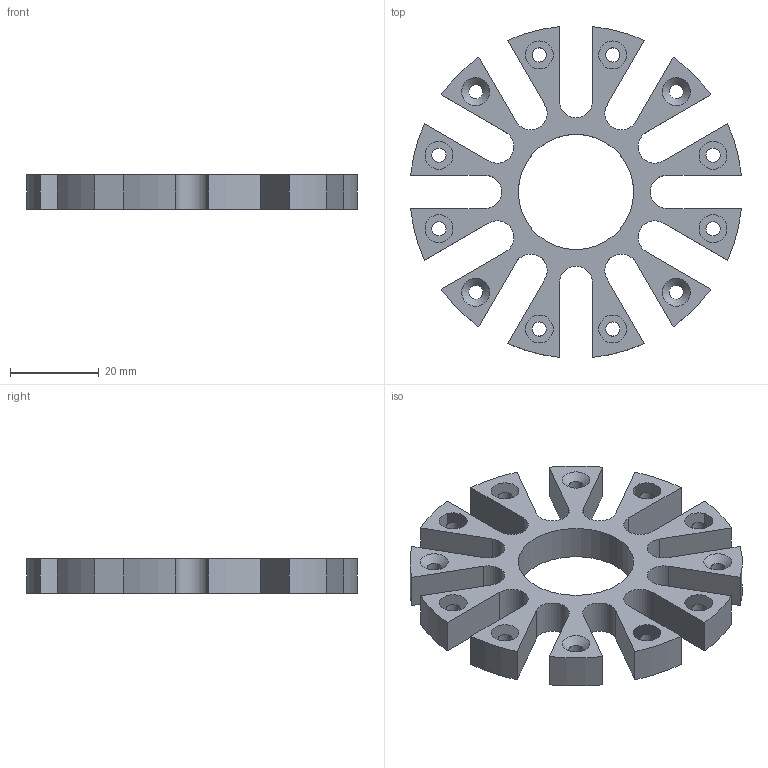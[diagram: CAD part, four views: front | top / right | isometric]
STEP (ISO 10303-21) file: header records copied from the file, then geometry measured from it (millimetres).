
FILE_DESCRIPTION(/* description */ (''),/* implementation_level */ '2;1');
FILE_NAME(/* name */ 'HornGearHorns.stp',/* time_stamp */ '2021-06-29T09:59:35-04:00',/* author */ ('elmar'),/* organization */ (''),/* preprocessor_version */ 'ST-DEVELOPER v18.1',/* originating_system */ 'Autodesk Inventor 2022',/* authorisation */ '');
FILE_SCHEMA (('AUTOMOTIVE_DESIGN { 1 0 10303 214 3 1 1 }'));
Length unit declared in the file: millimetre
Products named in the file (1): TwoPartHornGear
Bounding box: 74.62 x 74.62 x 7.8 mm (x, y, z)
Volume: 15416 mm3; surface area: 10892.6 mm2
Topology: 1 solids, 1 shells, 75 faces, 207 edges, 134 vertices
Faces by surface type: cylinder 37, plane 26, cone 12
Full cylindrical faces by diameter (mm): 3.2 x12, 26 x1
Entity records: 2513 total; most frequent: DIRECTION 445, CARTESIAN_POINT 417, ORIENTED_EDGE 414, EDGE_CURVE 207, AXIS2_PLACEMENT_3D 162, VERTEX_POINT 134, LINE 121, VECTOR 121
